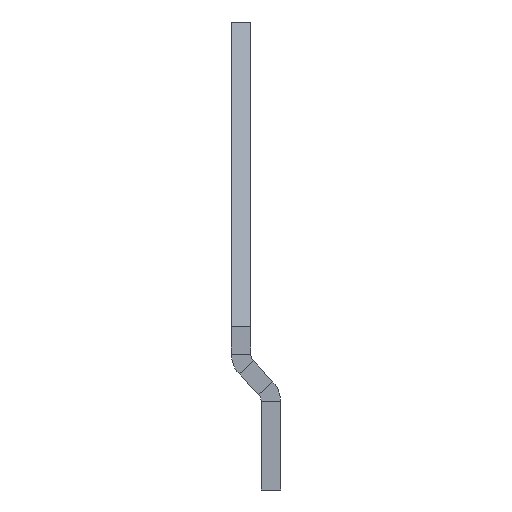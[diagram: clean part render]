
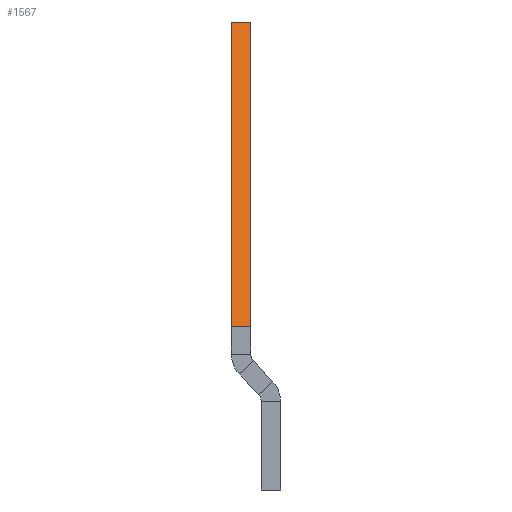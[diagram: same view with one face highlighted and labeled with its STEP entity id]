
A CAD part, front view. The second image highlights one B-rep face of the part: STEP entity #1567.
In plain terms, the highlighted planar face has unit normal (0, -0.94, 0.342).
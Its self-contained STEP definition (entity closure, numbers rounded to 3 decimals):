
#1554=AXIS2_PLACEMENT_3D('Plane Axis2P3D',#1551,#1552,#1553) ;
#138=CARTESIAN_POINT('Vertex',(2.,11.501,48.6)) ;
#141=CARTESIAN_POINT('Line Origine',(2.,5.751,32.8)) ;
#145=CARTESIAN_POINT('Vertex',(2.,0.,17.)) ;
#860=CARTESIAN_POINT('Vertex',(0.,0.,17.)) ;
#863=CARTESIAN_POINT('Line Origine',(0.,5.751,32.8)) ;
#867=CARTESIAN_POINT('Vertex',(0.,11.501,48.6)) ;
#1539=CARTESIAN_POINT('Line Origine',(1.,11.501,48.6)) ;
#1551=CARTESIAN_POINT('Axis2P3D Location',(2.,5.751,32.8)) ;
#1556=CARTESIAN_POINT('Line Origine',(1.,0.,17.)) ;
#142=DIRECTION('Vector Direction',(0.,-0.342,-0.94)) ;
#864=DIRECTION('Vector Direction',(0.,-0.342,-0.94)) ;
#1540=DIRECTION('Vector Direction',(-1.,0.,0.)) ;
#1552=DIRECTION('Axis2P3D Direction',(0.,0.94,-0.342)) ;
#1553=DIRECTION('Axis2P3D XDirection',(0.,-0.342,-0.94)) ;
#1557=DIRECTION('Vector Direction',(-1.,0.,0.)) ;
#143=VECTOR('Line Direction',#142,1.) ;
#865=VECTOR('Line Direction',#864,1.) ;
#1541=VECTOR('Line Direction',#1540,1.) ;
#1558=VECTOR('Line Direction',#1557,1.) ;
#1562=ORIENTED_EDGE('',*,*,#1543,.T.) ;
#1563=ORIENTED_EDGE('',*,*,#869,.T.) ;
#1564=ORIENTED_EDGE('',*,*,#1560,.F.) ;
#1565=ORIENTED_EDGE('',*,*,#147,.F.) ;
#1567=ADVANCED_FACE('Hauptkoerper',(#1566),#1555,.F.) ;
#147=EDGE_CURVE('',#139,#146,#144,.T.) ;
#869=EDGE_CURVE('',#868,#861,#866,.T.) ;
#1543=EDGE_CURVE('',#139,#868,#1542,.T.) ;
#1560=EDGE_CURVE('',#146,#861,#1559,.T.) ;
#1561=EDGE_LOOP('',(#1562,#1563,#1564,#1565)) ;
#1566=FACE_OUTER_BOUND('',#1561,.T.) ;
#144=LINE('Line',#141,#143) ;
#866=LINE('Line',#863,#865) ;
#1542=LINE('Line',#1539,#1541) ;
#1559=LINE('Line',#1556,#1558) ;
#1555=PLANE('',#1554) ;
#139=VERTEX_POINT('',#138) ;
#146=VERTEX_POINT('',#145) ;
#861=VERTEX_POINT('',#860) ;
#868=VERTEX_POINT('',#867) ;
